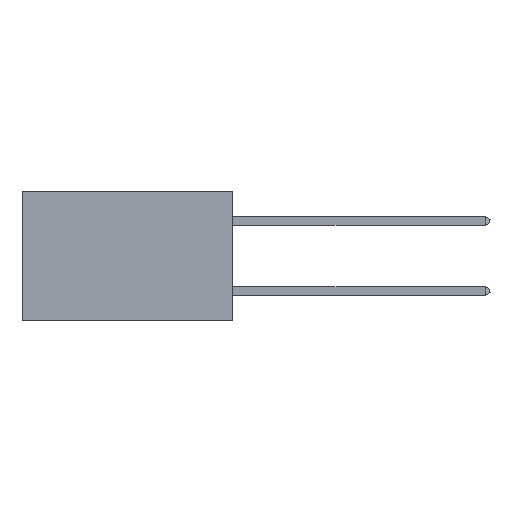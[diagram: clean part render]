
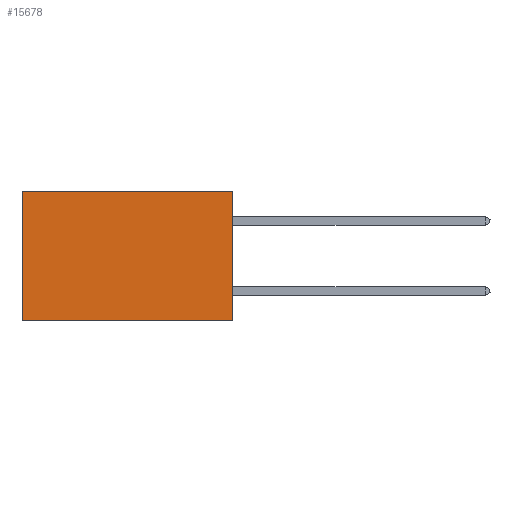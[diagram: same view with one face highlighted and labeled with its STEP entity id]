
A CAD part, left-side view. The second image highlights one B-rep face of the part: STEP entity #15678.
In plain terms, the highlighted planar face has unit normal (-1, 0, 0).
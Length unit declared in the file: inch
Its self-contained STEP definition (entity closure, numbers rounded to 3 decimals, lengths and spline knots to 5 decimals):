
#1035 = CARTESIAN_POINT ( 'NONE',  ( 0.2875, 0., 0. ) ) ;
#2178 = CARTESIAN_POINT ( 'NONE',  ( 0.2875, 0., 0. ) ) ;
#2207 = VERTEX_POINT ( 'NONE', #25656 ) ;
#3034 = FACE_OUTER_BOUND ( 'NONE', #26544, .T. ) ;
#4887 = LINE ( 'NONE', #15997, #26452 ) ;
#6821 = PLANE ( 'NONE',  #12327 ) ;
#7183 = CARTESIAN_POINT ( 'NONE',  ( 0.2875, 0., 0. ) ) ;
#7401 = ORIENTED_EDGE ( 'NONE', *, *, #17832, .T. ) ;
#7971 = VECTOR ( 'NONE', #9355, 39.37008 ) ;
#8248 = CARTESIAN_POINT ( 'NONE',  ( 0.2875, 0., -0.37 ) ) ;
#9355 = DIRECTION ( 'NONE',  ( 0., 0., -1. ) ) ;
#10150 = EDGE_CURVE ( 'NONE', #23504, #2207, #13296, .T. ) ;
#10332 = VERTEX_POINT ( 'NONE', #21742 ) ;
#10980 = DIRECTION ( 'NONE',  ( 0., 0., -1. ) ) ;
#11193 = DIRECTION ( 'NONE',  ( 0., 1., 0. ) ) ;
#12327 = AXIS2_PLACEMENT_3D ( 'NONE', #2178, #18015, #10980 ) ;
#12397 = DIRECTION ( 'NONE',  ( 0., 0., -1. ) ) ;
#13296 = LINE ( 'NONE', #7183, #7971 ) ;
#13660 = DIRECTION ( 'NONE',  ( 0., 1., 0. ) ) ;
#13796 = CARTESIAN_POINT ( 'NONE',  ( 0.2875, 0.6, 0. ) ) ;
#15678 = ADVANCED_FACE ( 'NONE', ( #3034 ), #6821, .F. ) ;
#15997 = CARTESIAN_POINT ( 'NONE',  ( 0.2875, 0., 0. ) ) ;
#17507 = VERTEX_POINT ( 'NONE', #13796 ) ;
#17832 = EDGE_CURVE ( 'NONE', #17507, #10332, #19532, .T. ) ;
#18015 = DIRECTION ( 'NONE',  ( 1., 0., 0. ) ) ;
#18502 = VECTOR ( 'NONE', #11193, 39.37008 ) ;
#19532 = LINE ( 'NONE', #21689, #23432 ) ;
#20985 = LINE ( 'NONE', #8248, #18502 ) ;
#21689 = CARTESIAN_POINT ( 'NONE',  ( 0.2875, 0.6, 0. ) ) ;
#21742 = CARTESIAN_POINT ( 'NONE',  ( 0.2875, 0.6, -0.37 ) ) ;
#22428 = ORIENTED_EDGE ( 'NONE', *, *, #23652, .F. ) ;
#23432 = VECTOR ( 'NONE', #12397, 39.37008 ) ;
#23504 = VERTEX_POINT ( 'NONE', #1035 ) ;
#23652 = EDGE_CURVE ( 'NONE', #2207, #10332, #20985, .T. ) ;
#25656 = CARTESIAN_POINT ( 'NONE',  ( 0.2875, 0., -0.37 ) ) ;
#26345 = ORIENTED_EDGE ( 'NONE', *, *, #26579, .T. ) ;
#26452 = VECTOR ( 'NONE', #13660, 39.37008 ) ;
#26544 = EDGE_LOOP ( 'NONE', ( #7401, #22428, #27019, #26345 ) ) ;
#26579 = EDGE_CURVE ( 'NONE', #23504, #17507, #4887, .T. ) ;
#27019 = ORIENTED_EDGE ( 'NONE', *, *, #10150, .F. ) ;
